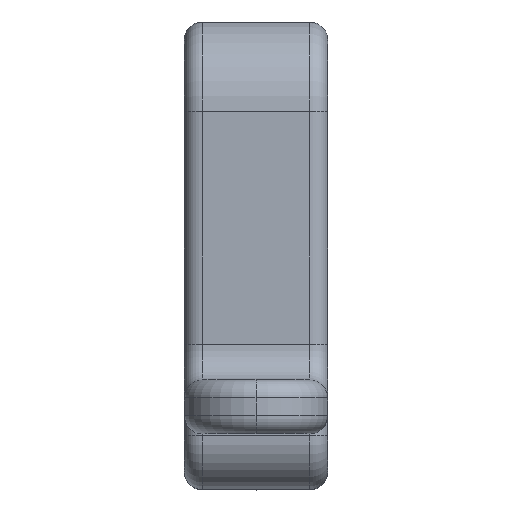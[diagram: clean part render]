
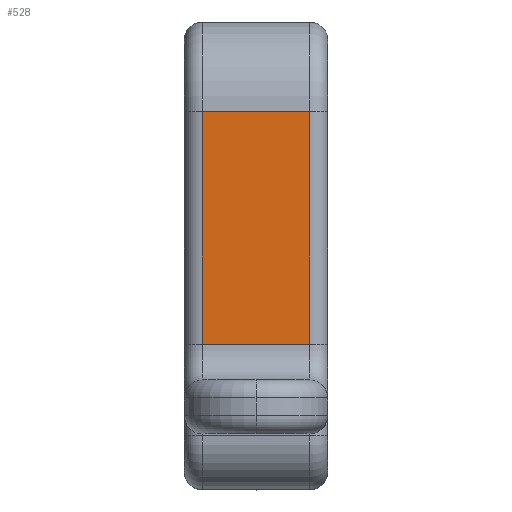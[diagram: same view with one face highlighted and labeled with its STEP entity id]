
A CAD part, top view. The second image highlights one B-rep face of the part: STEP entity #528.
In plain terms, the highlighted planar face has unit normal (0, 0, 1).
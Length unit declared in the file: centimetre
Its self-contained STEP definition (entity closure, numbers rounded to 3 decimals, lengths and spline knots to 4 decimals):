
#7 = EDGE_CURVE ( 'NONE', #2852, #43, #1591, .T. ) ;
#43 = VERTEX_POINT ( 'NONE', #359 ) ;
#247 = PLANE ( 'NONE',  #1957 ) ;
#306 = DIRECTION ( 'NONE',  ( -1., 0., 0. ) ) ;
#359 = CARTESIAN_POINT ( 'NONE',  ( 0.3, 1.8, -0.6233 ) ) ;
#451 = CARTESIAN_POINT ( 'NONE',  ( -0.4, 1.8, -0.6233 ) ) ;
#528 = ADVANCED_FACE ( 'NONE', ( #2422 ), #247, .F. ) ;
#649 = DIRECTION ( 'NONE',  ( 1., 0., 0. ) ) ;
#795 = ORIENTED_EDGE ( 'NONE', *, *, #954, .T. ) ;
#837 = CARTESIAN_POINT ( 'NONE',  ( -0.4, 3.1944, -0.6233 ) ) ;
#854 = DIRECTION ( 'NONE',  ( 0., 1., 0. ) ) ;
#855 = LINE ( 'NONE', #2789, #2911 ) ;
#954 = EDGE_CURVE ( 'NONE', #43, #2741, #2966, .T. ) ;
#1123 = ORIENTED_EDGE ( 'NONE', *, *, #7, .T. ) ;
#1141 = ORIENTED_EDGE ( 'NONE', *, *, #3319, .T. ) ;
#1176 = EDGE_LOOP ( 'NONE', ( #795, #2660, #1141, #1123 ) ) ;
#1267 = EDGE_CURVE ( 'NONE', #2741, #2057, #2423, .T. ) ;
#1546 = CARTESIAN_POINT ( 'NONE',  ( -0.3, 0.5, -0.6233 ) ) ;
#1591 = LINE ( 'NONE', #2728, #2130 ) ;
#1957 = AXIS2_PLACEMENT_3D ( 'NONE', #837, #2460, #306 ) ;
#2057 = VERTEX_POINT ( 'NONE', #1546 ) ;
#2123 = CARTESIAN_POINT ( 'NONE',  ( 0.3, 0.5, -0.6233 ) ) ;
#2130 = VECTOR ( 'NONE', #854, 100. ) ;
#2419 = CARTESIAN_POINT ( 'NONE',  ( -0.3, 3.1944, -0.6233 ) ) ;
#2422 = FACE_OUTER_BOUND ( 'NONE', #1176, .T. ) ;
#2423 = LINE ( 'NONE', #2419, #2964 ) ;
#2460 = DIRECTION ( 'NONE',  ( 0., 0., -1. ) ) ;
#2561 = DIRECTION ( 'NONE',  ( -1., 0., 0. ) ) ;
#2660 = ORIENTED_EDGE ( 'NONE', *, *, #1267, .T. ) ;
#2671 = CARTESIAN_POINT ( 'NONE',  ( -0.3, 1.8, -0.6233 ) ) ;
#2718 = DIRECTION ( 'NONE',  ( 0., -1., 0. ) ) ;
#2728 = CARTESIAN_POINT ( 'NONE',  ( 0.3, 3.1944, -0.6233 ) ) ;
#2741 = VERTEX_POINT ( 'NONE', #2671 ) ;
#2789 = CARTESIAN_POINT ( 'NONE',  ( -0.4, 0.5, -0.6233 ) ) ;
#2852 = VERTEX_POINT ( 'NONE', #2123 ) ;
#2911 = VECTOR ( 'NONE', #649, 100. ) ;
#2964 = VECTOR ( 'NONE', #2718, 100. ) ;
#2966 = LINE ( 'NONE', #451, #3057 ) ;
#3057 = VECTOR ( 'NONE', #2561, 100. ) ;
#3319 = EDGE_CURVE ( 'NONE', #2057, #2852, #855, .T. ) ;
